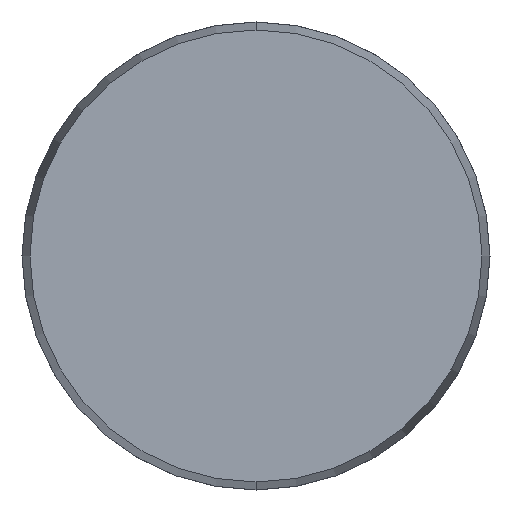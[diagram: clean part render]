
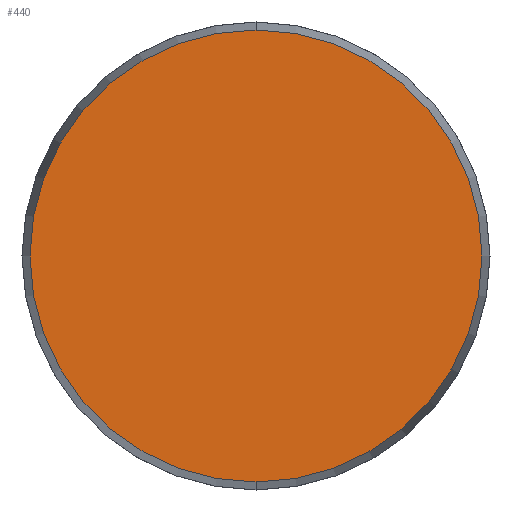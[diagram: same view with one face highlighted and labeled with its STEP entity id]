
A CAD part, front view. The second image highlights one B-rep face of the part: STEP entity #440.
In plain terms, the highlighted planar face has unit normal (0, -1, 0).
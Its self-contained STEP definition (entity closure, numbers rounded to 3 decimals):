
#39 = DIRECTION ( 'NONE',  ( 0., 0., 1. ) ) ;
#211 = DIRECTION ( 'NONE',  ( 0., 0., -1. ) ) ;
#215 = DIRECTION ( 'NONE',  ( 0., -1., 0. ) ) ;
#305 = VERTEX_POINT ( 'NONE', #851 ) ;
#310 = DIRECTION ( 'NONE',  ( 0., 0., -1. ) ) ;
#348 = EDGE_CURVE ( 'NONE', #305, #1138, #941, .T. ) ;
#421 = AXIS2_PLACEMENT_3D ( 'NONE', #766, #1127, #310 ) ;
#440 = ADVANCED_FACE ( 'NONE', ( #862 ), #616, .F. ) ;
#532 = ORIENTED_EDGE ( 'NONE', *, *, #348, .T. ) ;
#616 = PLANE ( 'NONE',  #1105 ) ;
#766 = CARTESIAN_POINT ( 'NONE',  ( 0., 0., 0. ) ) ;
#779 = AXIS2_PLACEMENT_3D ( 'NONE', #1028, #215, #211 ) ;
#849 = CARTESIAN_POINT ( 'NONE',  ( 0., 0., -24.143 ) ) ;
#851 = CARTESIAN_POINT ( 'NONE',  ( 0., 0., 24.143 ) ) ;
#862 = FACE_OUTER_BOUND ( 'NONE', #1182, .T. ) ;
#941 = CIRCLE ( 'NONE', #421, 24.143 ) ;
#963 = CARTESIAN_POINT ( 'NONE',  ( -24.143, 0., 0. ) ) ;
#1028 = CARTESIAN_POINT ( 'NONE',  ( 0., 0., 0. ) ) ;
#1043 = ORIENTED_EDGE ( 'NONE', *, *, #1124, .T. ) ;
#1044 = DIRECTION ( 'NONE',  ( 0., 1., 0. ) ) ;
#1105 = AXIS2_PLACEMENT_3D ( 'NONE', #963, #1044, #39 ) ;
#1124 = EDGE_CURVE ( 'NONE', #1138, #305, #1149, .T. ) ;
#1127 = DIRECTION ( 'NONE',  ( 0., -1., 0. ) ) ;
#1138 = VERTEX_POINT ( 'NONE', #849 ) ;
#1149 = CIRCLE ( 'NONE', #779, 24.143 ) ;
#1182 = EDGE_LOOP ( 'NONE', ( #532, #1043 ) ) ;
